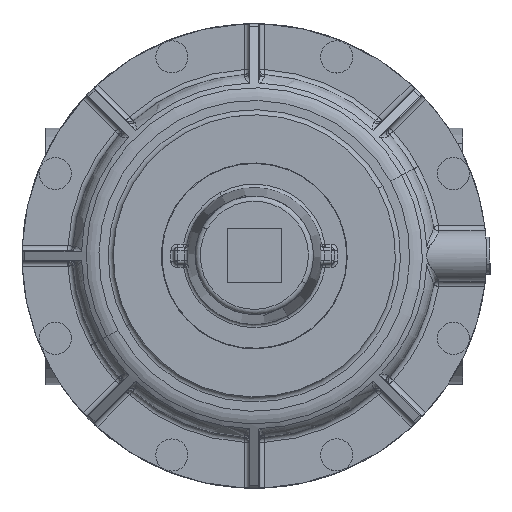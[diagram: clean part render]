
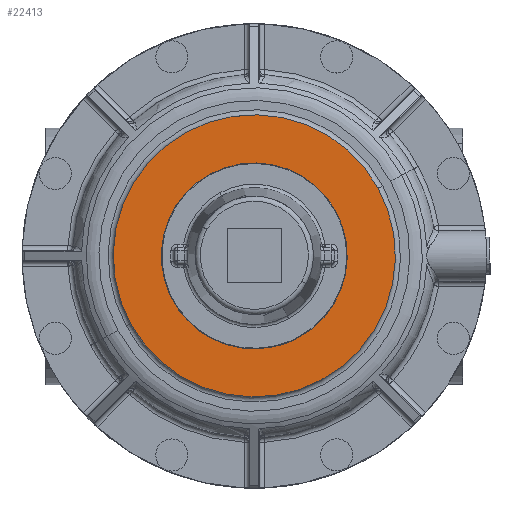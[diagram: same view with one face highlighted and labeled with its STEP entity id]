
A CAD part, top view. The second image highlights one B-rep face of the part: STEP entity #22413.
In plain terms, the highlighted planar face has unit normal (0, 0, 1).
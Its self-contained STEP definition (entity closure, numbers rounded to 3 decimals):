
#22364=CARTESIAN_POINT('Axis2P3D Location',(-83.5,0.,187.)) ;
#22369=CARTESIAN_POINT('Axis2P3D Location',(0.,0.,187.)) ;
#22373=CARTESIAN_POINT('Vertex',(73.278,40.032,187.)) ;
#22375=CARTESIAN_POINT('Vertex',(-73.278,-40.032,187.)) ;
#22378=CARTESIAN_POINT('Axis2P3D Location',(0.,0.,187.)) ;
#22387=CARTESIAN_POINT('Axis2P3D Location',(0.,0.,187.)) ;
#22391=CARTESIAN_POINT('Vertex',(26.129,-47.828,187.)) ;
#22393=CARTESIAN_POINT('Vertex',(-26.129,47.828,187.)) ;
#22396=CARTESIAN_POINT('Axis2P3D Location',(0.,0.,187.)) ;
#22400=CARTESIAN_POINT('Vertex',(20.212,-50.613,187.)) ;
#22403=CARTESIAN_POINT('Axis2P3D Location',(0.,0.,187.)) ;
#22365=DIRECTION('Axis2P3D Direction',(0.,0.,1.)) ;
#22366=DIRECTION('Axis2P3D XDirection',(-1.,0.,0.)) ;
#22370=DIRECTION('Axis2P3D Direction',(0.,0.,1.)) ;
#22379=DIRECTION('Axis2P3D Direction',(0.,0.,1.)) ;
#22388=DIRECTION('Axis2P3D Direction',(0.,0.,1.)) ;
#22397=DIRECTION('Axis2P3D Direction',(0.,0.,1.)) ;
#22404=DIRECTION('Axis2P3D Direction',(0.,0.,1.)) ;
#22367=AXIS2_PLACEMENT_3D('Plane Axis2P3D',#22364,#22365,#22366) ;
#22371=AXIS2_PLACEMENT_3D('Circle Axis2P3D',#22369,#22370,$) ;
#22380=AXIS2_PLACEMENT_3D('Circle Axis2P3D',#22378,#22379,$) ;
#22389=AXIS2_PLACEMENT_3D('Circle Axis2P3D',#22387,#22388,$) ;
#22398=AXIS2_PLACEMENT_3D('Circle Axis2P3D',#22396,#22397,$) ;
#22405=AXIS2_PLACEMENT_3D('Circle Axis2P3D',#22403,#22404,$) ;
#22384=ORIENTED_EDGE('',*,*,#22377,.T.) ;
#22385=ORIENTED_EDGE('',*,*,#22382,.T.) ;
#22409=ORIENTED_EDGE('',*,*,#22395,.F.) ;
#22410=ORIENTED_EDGE('',*,*,#22402,.F.) ;
#22411=ORIENTED_EDGE('',*,*,#22407,.F.) ;
#22412=FACE_BOUND('',#22408,.T.) ;
#22413=ADVANCED_FACE('Brep With Voids',(#22386,#22412),#22368,.T.) ;
#22372=CIRCLE('generated circle',#22371,83.5) ;
#22381=CIRCLE('generated circle',#22380,83.5) ;
#22390=CIRCLE('generated circle',#22389,54.5) ;
#22399=CIRCLE('generated circle',#22398,54.5) ;
#22406=CIRCLE('generated circle',#22405,54.5) ;
#22377=EDGE_CURVE('',#22374,#22376,#22372,.T.) ;
#22382=EDGE_CURVE('',#22376,#22374,#22381,.T.) ;
#22395=EDGE_CURVE('',#22392,#22394,#22390,.T.) ;
#22402=EDGE_CURVE('',#22401,#22392,#22399,.T.) ;
#22407=EDGE_CURVE('',#22394,#22401,#22406,.T.) ;
#22383=EDGE_LOOP('',(#22384,#22385)) ;
#22408=EDGE_LOOP('',(#22409,#22410,#22411)) ;
#22386=FACE_OUTER_BOUND('',#22383,.T.) ;
#22368=PLANE('',#22367) ;
#22374=VERTEX_POINT('',#22373) ;
#22376=VERTEX_POINT('',#22375) ;
#22392=VERTEX_POINT('',#22391) ;
#22394=VERTEX_POINT('',#22393) ;
#22401=VERTEX_POINT('',#22400) ;
